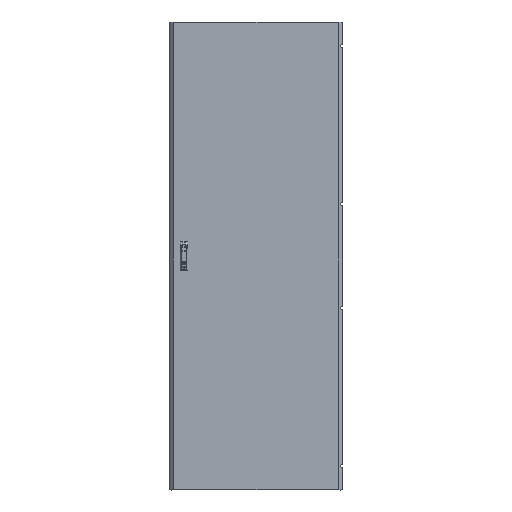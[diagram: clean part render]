
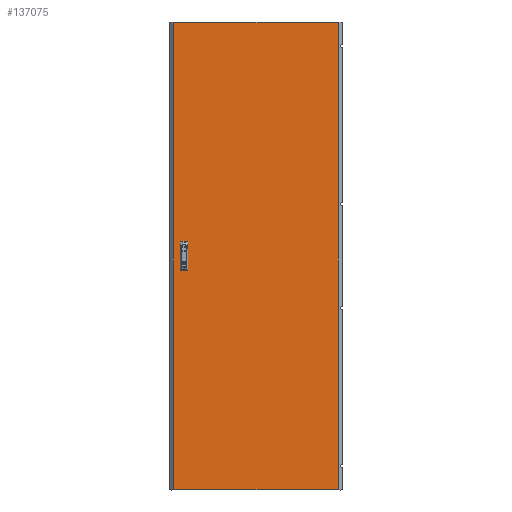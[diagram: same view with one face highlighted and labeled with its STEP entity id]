
A CAD part, top view. The second image highlights one B-rep face of the part: STEP entity #137075.
In plain terms, the highlighted planar face has unit normal (0, 0, 1).
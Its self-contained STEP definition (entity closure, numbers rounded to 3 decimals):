
#594 = EDGE_LOOP ( 'NONE', ( #8578, #115884, #15440, #95476 ) ) ;
#2089 = VERTEX_POINT ( 'NONE', #23386 ) ;
#4297 = DIRECTION ( 'NONE',  ( 0., 1., 0. ) ) ;
#4990 = FACE_BOUND ( 'NONE', #594, .T. ) ;
#5011 = ORIENTED_EDGE ( 'NONE', *, *, #44701, .T. ) ;
#5326 = CARTESIAN_POINT ( 'NONE',  ( -342.5, 12.5, 0. ) ) ;
#5347 = DIRECTION ( 'NONE',  ( 0., 1., 0. ) ) ;
#6957 = EDGE_CURVE ( 'NONE', #31641, #132649, #130629, .T. ) ;
#8578 = ORIENTED_EDGE ( 'NONE', *, *, #47287, .F. ) ;
#9299 = CARTESIAN_POINT ( 'NONE',  ( -317.5, 62.5, 0. ) ) ;
#10141 = ORIENTED_EDGE ( 'NONE', *, *, #34270, .F. ) ;
#12450 = LINE ( 'NONE', #56060, #75918 ) ;
#14109 = CARTESIAN_POINT ( 'NONE',  ( -342.5, 12.5, 0. ) ) ;
#15361 = CARTESIAN_POINT ( 'NONE',  ( -317.5, 12.5, 0. ) ) ;
#15440 = ORIENTED_EDGE ( 'NONE', *, *, #16689, .F. ) ;
#15705 = DIRECTION ( 'NONE',  ( 0., 0., -1. ) ) ;
#16689 = EDGE_CURVE ( 'NONE', #119672, #31641, #103358, .T. ) ;
#17042 = CARTESIAN_POINT ( 'NONE',  ( -377.875, -1069.5, 0. ) ) ;
#18183 = VECTOR ( 'NONE', #100449, 1000. ) ;
#19692 = CARTESIAN_POINT ( 'NONE',  ( -317.5, 12.5, 0. ) ) ;
#23386 = CARTESIAN_POINT ( 'NONE',  ( -342.5, -12.5, 0. ) ) ;
#23720 = VECTOR ( 'NONE', #5347, 1000. ) ;
#24166 = VERTEX_POINT ( 'NONE', #19692 ) ;
#24630 = VERTEX_POINT ( 'NONE', #127380 ) ;
#25522 = VECTOR ( 'NONE', #130261, 1000. ) ;
#26110 = DIRECTION ( 'NONE',  ( 1., 0., 0. ) ) ;
#27128 = CARTESIAN_POINT ( 'NONE',  ( 0., 0., 0. ) ) ;
#28356 = EDGE_LOOP ( 'NONE', ( #119477, #55351, #51677, #10141 ) ) ;
#30368 = LINE ( 'NONE', #107634, #115023 ) ;
#31211 = DIRECTION ( 'NONE',  ( 0., 1., 0. ) ) ;
#31641 = VERTEX_POINT ( 'NONE', #90401 ) ;
#33553 = VERTEX_POINT ( 'NONE', #95354 ) ;
#34270 = EDGE_CURVE ( 'NONE', #24630, #104430, #77309, .T. ) ;
#35243 = VECTOR ( 'NONE', #26110, 1000. ) ;
#36682 = AXIS2_PLACEMENT_3D ( 'NONE', #27128, #15705, #59330 ) ;
#37532 = LINE ( 'NONE', #15361, #23720 ) ;
#44701 = EDGE_CURVE ( 'NONE', #33553, #52617, #124181, .T. ) ;
#45373 = CARTESIAN_POINT ( 'NONE',  ( -377.875, -1069.5, 0. ) ) ;
#47287 = EDGE_CURVE ( 'NONE', #132649, #2089, #103877, .T. ) ;
#49488 = EDGE_CURVE ( 'NONE', #104430, #24166, #79182, .T. ) ;
#51677 = ORIENTED_EDGE ( 'NONE', *, *, #49488, .F. ) ;
#52617 = VERTEX_POINT ( 'NONE', #118752 ) ;
#54677 = LINE ( 'NONE', #45373, #18183 ) ;
#55351 = ORIENTED_EDGE ( 'NONE', *, *, #86065, .F. ) ;
#56060 = CARTESIAN_POINT ( 'NONE',  ( -342.5, 62.5, 0. ) ) ;
#57311 = ORIENTED_EDGE ( 'NONE', *, *, #98566, .T. ) ;
#58894 = CARTESIAN_POINT ( 'NONE',  ( 377.875, -1069.5, 0. ) ) ;
#59330 = DIRECTION ( 'NONE',  ( -1., 0., 0. ) ) ;
#62493 = EDGE_CURVE ( 'NONE', #65981, #65247, #54677, .T. ) ;
#64464 = CARTESIAN_POINT ( 'NONE',  ( -342.5, 12.5, 0. ) ) ;
#65247 = VERTEX_POINT ( 'NONE', #58894 ) ;
#65400 = DIRECTION ( 'NONE',  ( -1., 0., 0. ) ) ;
#65981 = VERTEX_POINT ( 'NONE', #17042 ) ;
#68844 = VERTEX_POINT ( 'NONE', #9299 ) ;
#69382 = CARTESIAN_POINT ( 'NONE',  ( 377.875, -1069.5, 0. ) ) ;
#70771 = FACE_OUTER_BOUND ( 'NONE', #88469, .T. ) ;
#73813 = CARTESIAN_POINT ( 'NONE',  ( -342.5, -12.5, 0. ) ) ;
#74729 = DIRECTION ( 'NONE',  ( 0., -1., 0. ) ) ;
#75918 = VECTOR ( 'NONE', #65400, 1000. ) ;
#77309 = LINE ( 'NONE', #64464, #25522 ) ;
#78118 = VECTOR ( 'NONE', #31211, 1000. ) ;
#79182 = LINE ( 'NONE', #14109, #125497 ) ;
#79391 = LINE ( 'NONE', #69382, #99930 ) ;
#80713 = VECTOR ( 'NONE', #96691, 1000. ) ;
#83803 = EDGE_CURVE ( 'NONE', #68844, #24630, #12450, .T. ) ;
#86065 = EDGE_CURVE ( 'NONE', #24166, #68844, #37532, .T. ) ;
#86182 = VECTOR ( 'NONE', #102023, 1000. ) ;
#88469 = EDGE_LOOP ( 'NONE', ( #57311, #5011, #98376, #93191 ) ) ;
#88579 = EDGE_CURVE ( 'NONE', #52617, #65981, #139580, .T. ) ;
#90401 = CARTESIAN_POINT ( 'NONE',  ( -317.5, -62.5, 0. ) ) ;
#90519 = EDGE_CURVE ( 'NONE', #2089, #119672, #30368, .T. ) ;
#93191 = ORIENTED_EDGE ( 'NONE', *, *, #62493, .T. ) ;
#95354 = CARTESIAN_POINT ( 'NONE',  ( 377.875, 1069.5, 0. ) ) ;
#95476 = ORIENTED_EDGE ( 'NONE', *, *, #90519, .F. ) ;
#96691 = DIRECTION ( 'NONE',  ( 0., -1., 0. ) ) ;
#98376 = ORIENTED_EDGE ( 'NONE', *, *, #88579, .T. ) ;
#98562 = DIRECTION ( 'NONE',  ( 1., 0., 0. ) ) ;
#98566 = EDGE_CURVE ( 'NONE', #65247, #33553, #79391, .T. ) ;
#99930 = VECTOR ( 'NONE', #4297, 1000. ) ;
#100449 = DIRECTION ( 'NONE',  ( 1., 0., 0. ) ) ;
#102023 = DIRECTION ( 'NONE',  ( -1., 0., 0. ) ) ;
#102683 = CARTESIAN_POINT ( 'NONE',  ( -317.5, -12.5, 0. ) ) ;
#102720 = CARTESIAN_POINT ( 'NONE',  ( -377.875, 1069.5, 0. ) ) ;
#103035 = CARTESIAN_POINT ( 'NONE',  ( -342.5, -62.5, 0. ) ) ;
#103358 = LINE ( 'NONE', #124121, #35243 ) ;
#103877 = LINE ( 'NONE', #73813, #118558 ) ;
#104430 = VERTEX_POINT ( 'NONE', #5326 ) ;
#107408 = CARTESIAN_POINT ( 'NONE',  ( -377.875, -1069.5, 0. ) ) ;
#107634 = CARTESIAN_POINT ( 'NONE',  ( -342.5, -62.5, 0. ) ) ;
#112320 = FACE_BOUND ( 'NONE', #28356, .T. ) ;
#114608 = DIRECTION ( 'NONE',  ( -1., 0., 0. ) ) ;
#115023 = VECTOR ( 'NONE', #74729, 1000. ) ;
#115884 = ORIENTED_EDGE ( 'NONE', *, *, #6957, .F. ) ;
#118558 = VECTOR ( 'NONE', #114608, 1000. ) ;
#118752 = CARTESIAN_POINT ( 'NONE',  ( -377.875, 1069.5, 0. ) ) ;
#119477 = ORIENTED_EDGE ( 'NONE', *, *, #83803, .F. ) ;
#119672 = VERTEX_POINT ( 'NONE', #103035 ) ;
#124121 = CARTESIAN_POINT ( 'NONE',  ( -342.5, -62.5, 0. ) ) ;
#124181 = LINE ( 'NONE', #102720, #86182 ) ;
#125497 = VECTOR ( 'NONE', #98562, 1000. ) ;
#127380 = CARTESIAN_POINT ( 'NONE',  ( -342.5, 62.5, 0. ) ) ;
#129204 = CARTESIAN_POINT ( 'NONE',  ( -317.5, -62.5, 0. ) ) ;
#130261 = DIRECTION ( 'NONE',  ( 0., -1., 0. ) ) ;
#130629 = LINE ( 'NONE', #129204, #78118 ) ;
#132649 = VERTEX_POINT ( 'NONE', #102683 ) ;
#134478 = PLANE ( 'NONE',  #36682 ) ;
#137075 = ADVANCED_FACE ( 'NONE', ( #112320, #4990, #70771 ), #134478, .F. ) ;
#139580 = LINE ( 'NONE', #107408, #80713 ) ;
